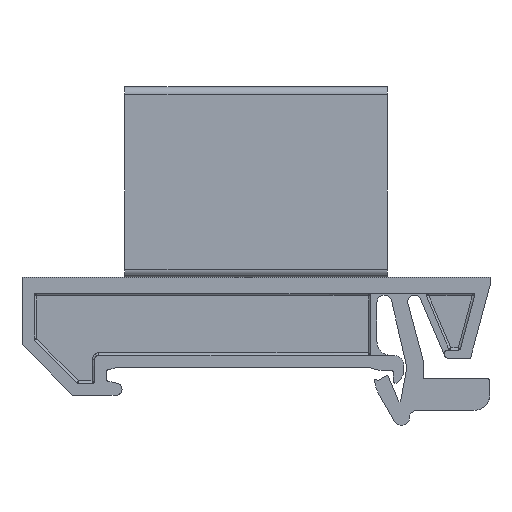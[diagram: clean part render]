
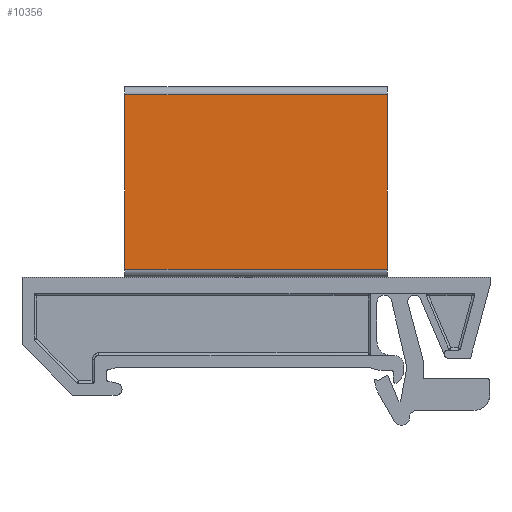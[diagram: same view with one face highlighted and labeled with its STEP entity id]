
A CAD part, left-side view. The second image highlights one B-rep face of the part: STEP entity #10356.
In plain terms, the highlighted planar face has unit normal (-1, 0, 0).
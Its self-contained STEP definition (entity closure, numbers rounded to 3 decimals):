
#10336=AXIS2_PLACEMENT_3D('Plane Axis2P3D',#10333,#10334,#10335) ;
#10117=CARTESIAN_POINT('Vertex',(0.5,45.24,19.35)) ;
#10124=CARTESIAN_POINT('Vertex',(0.5,12.739,19.35)) ;
#10127=CARTESIAN_POINT('Line Origine',(0.5,28.989,19.35)) ;
#10175=CARTESIAN_POINT('Line Origine',(0.5,45.24,30.175)) ;
#10179=CARTESIAN_POINT('Vertex',(0.5,45.24,41.)) ;
#10333=CARTESIAN_POINT('Axis2P3D Location',(0.5,12.739,41.)) ;
#10338=CARTESIAN_POINT('Line Origine',(0.5,12.739,30.175)) ;
#10342=CARTESIAN_POINT('Vertex',(0.5,12.739,41.)) ;
#10345=CARTESIAN_POINT('Line Origine',(0.5,28.989,41.)) ;
#10128=DIRECTION('Vector Direction',(0.,-1.,0.)) ;
#10176=DIRECTION('Vector Direction',(0.,0.,-1.)) ;
#10334=DIRECTION('Axis2P3D Direction',(1.,0.,0.)) ;
#10335=DIRECTION('Axis2P3D XDirection',(0.,0.,-1.)) ;
#10339=DIRECTION('Vector Direction',(0.,0.,-1.)) ;
#10346=DIRECTION('Vector Direction',(0.,1.,0.)) ;
#10129=VECTOR('Line Direction',#10128,1.) ;
#10177=VECTOR('Line Direction',#10176,1.) ;
#10340=VECTOR('Line Direction',#10339,1.) ;
#10347=VECTOR('Line Direction',#10346,1.) ;
#10351=ORIENTED_EDGE('',*,*,#10181,.T.) ;
#10352=ORIENTED_EDGE('',*,*,#10131,.F.) ;
#10353=ORIENTED_EDGE('',*,*,#10344,.F.) ;
#10354=ORIENTED_EDGE('',*,*,#10349,.T.) ;
#10356=ADVANCED_FACE('2819260000.1\\4059920000.1\\MANIFOLD_SOLID_BREP #10841',(#10355),#10337,.F.) ;
#10131=EDGE_CURVE('',#10125,#10118,#10130,.F.) ;
#10181=EDGE_CURVE('',#10180,#10118,#10178,.T.) ;
#10344=EDGE_CURVE('',#10343,#10125,#10341,.T.) ;
#10349=EDGE_CURVE('',#10343,#10180,#10348,.T.) ;
#10350=EDGE_LOOP('',(#10351,#10352,#10353,#10354)) ;
#10355=FACE_OUTER_BOUND('',#10350,.T.) ;
#10130=LINE('Line',#10127,#10129) ;
#10178=LINE('Line',#10175,#10177) ;
#10341=LINE('Line',#10338,#10340) ;
#10348=LINE('Line',#10345,#10347) ;
#10337=PLANE('',#10336) ;
#10118=VERTEX_POINT('',#10117) ;
#10125=VERTEX_POINT('',#10124) ;
#10180=VERTEX_POINT('',#10179) ;
#10343=VERTEX_POINT('',#10342) ;
